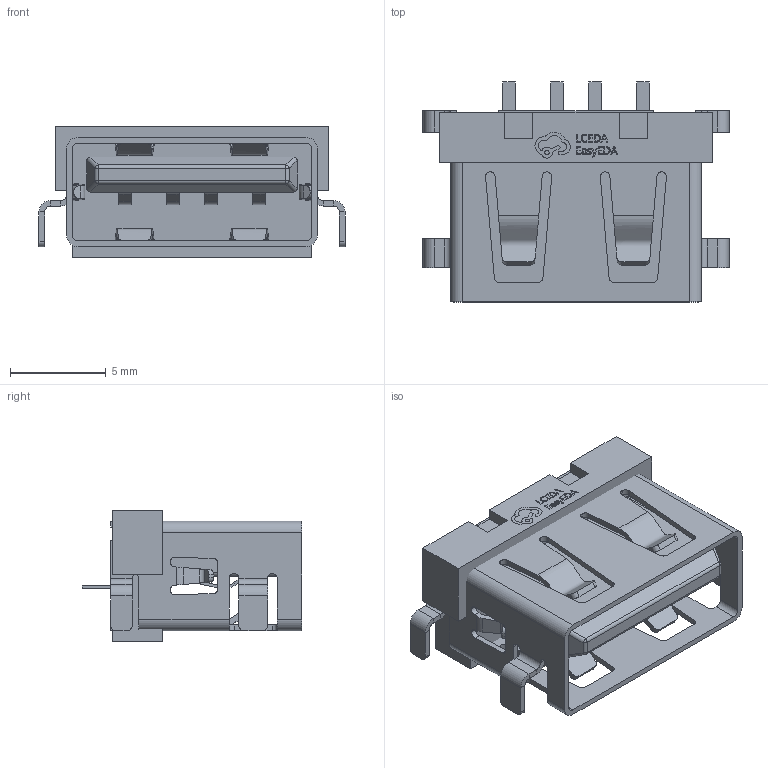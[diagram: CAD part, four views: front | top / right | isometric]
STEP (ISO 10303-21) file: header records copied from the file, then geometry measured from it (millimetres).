
FILE_DESCRIPTION (( 'STEP AP214' ), '1' );
FILE_NAME ('USB-A-SMD_4P-L13.1-W10.0-H5.7-LS15.7.step', '2022-07-15T08:02:33', ( '' ), ( '' ), 'SwSTEP 2.0', 'SolidWorks 2020', '' );
FILE_SCHEMA (( 'AUTOMOTIVE_DESIGN' ));
Length unit declared in the file: millimetre
Products named in the file (1): USB-A-SMD_4P-L13.1-W10.0-H5.7-LS15.7
Bounding box: 16 x 11.5 x 6.88 mm (x, y, z)
Volume: 455.1 mm3; surface area: 1246.8 mm2
Topology: 2 solids, 2 shells, 816 faces, 2147 edges, 1358 vertices
Faces by surface type: plane 526, cylinder 166, bspline 120, sphere 4
Entity records: 35586 total; most frequent: CARTESIAN_POINT 7226, ORIENTED_EDGE 4286, DIRECTION 3525, EDGE_CURVE 2143, LINE 1563, VECTOR 1563, VERTEX_POINT 1358, AXIS2_PLACEMENT_3D 981
